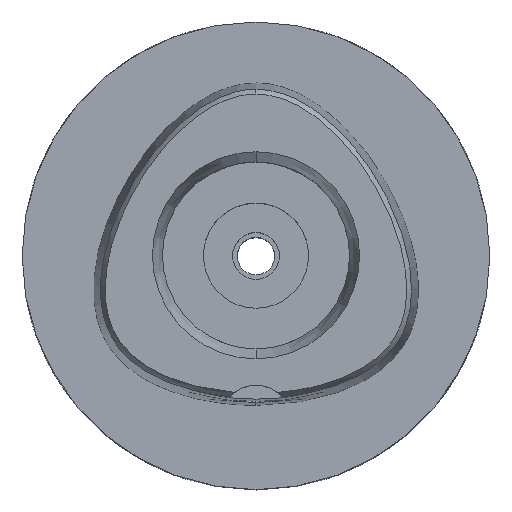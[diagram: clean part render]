
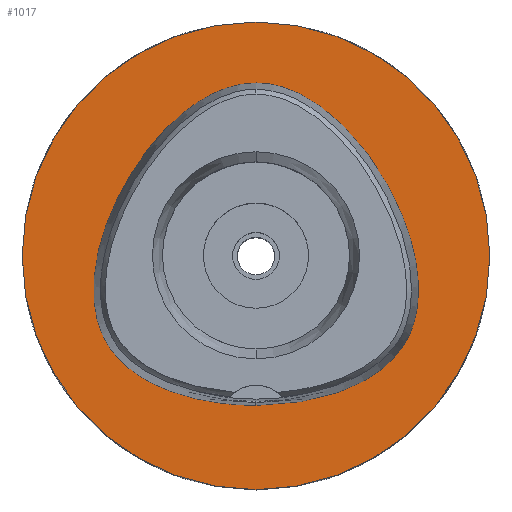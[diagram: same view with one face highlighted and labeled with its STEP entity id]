
A CAD part, top view. The second image highlights one B-rep face of the part: STEP entity #1017.
In plain terms, the highlighted planar face has unit normal (0, 0, 1).
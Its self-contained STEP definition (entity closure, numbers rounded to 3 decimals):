
#44 = CARTESIAN_POINT ( 'NONE',  ( -2.677, -25.575, 0. ) ) ;
#52 = CARTESIAN_POINT ( 'NONE',  ( 27.684, -8.752, 0. ) ) ;
#69 = CARTESIAN_POINT ( 'NONE',  ( 0., 0., 0. ) ) ;
#104 = DIRECTION ( 'NONE',  ( 0., 0., -1. ) ) ;
#148 = CARTESIAN_POINT ( 'NONE',  ( -17.753, 19.522, 0. ) ) ;
#152 = VERTEX_POINT ( 'NONE', #4677 ) ;
#371 = CARTESIAN_POINT ( 'NONE',  ( -15.298, -22.965, 0. ) ) ;
#382 = CARTESIAN_POINT ( 'NONE',  ( 26.772, 1.9, 0. ) ) ;
#404 = CARTESIAN_POINT ( 'NONE',  ( 13.218, 24.044, 0. ) ) ;
#434 = B_SPLINE_CURVE_WITH_KNOTS ( 'NONE', 3,
 ( #4468, #3697, #951, #4857, #2124, #3283, #148, #1334, #2893, #2511, #4083, #551, #2412, #2773, #4653, #1214, #2034, #3603, #2364, #1626, #371, #4345, #1139, #44, #2340 ),
 .UNSPECIFIED., .F., .F.,
 ( 4, 1, 1, 1, 1, 1, 1, 1, 1, 1, 1, 1, 1, 1, 1, 1, 1, 1, 1, 1, 1, 1, 4 ),
 ( 0., 0.042, 0.083, 0.125, 0.167, 0.25, 0.333, 0.417, 0.458, 0.5, 0.542, 0.583, 0.625, 0.646, 0.667, 0.688, 0.708, 0.75, 0.792, 0.833, 0.875, 0.917, 1. ),
 .UNSPECIFIED. ) ;
#461 = CARTESIAN_POINT ( 'NONE',  ( 25.638, -14.802, 0. ) ) ;
#514 = CIRCLE ( 'NONE', #2411, 40. ) ;
#551 = CARTESIAN_POINT ( 'NONE',  ( -27.855, -5.338, 0. ) ) ;
#603 = CARTESIAN_POINT ( 'NONE',  ( 0., 29.575, 0. ) ) ;
#618 = FACE_OUTER_BOUND ( 'NONE', #1896, .T. ) ;
#654 = EDGE_CURVE ( 'NONE', #3971, #4581, #434, .T. ) ;
#951 = CARTESIAN_POINT ( 'NONE',  ( -3.149, 29.34, 0. ) ) ;
#956 = DIRECTION ( 'NONE',  ( 0., 0., -1. ) ) ;
#1017 = ADVANCED_FACE ( 'NONE', ( #618, #1678 ), #4400, .F. ) ;
#1139 = CARTESIAN_POINT ( 'NONE',  ( -6.692, -25.245, 0. ) ) ;
#1193 = ORIENTED_EDGE ( 'NONE', *, *, #4782, .F. ) ;
#1199 = CARTESIAN_POINT ( 'NONE',  ( 3.149, 29.34, 0. ) ) ;
#1214 = CARTESIAN_POINT ( 'NONE',  ( -25.638, -14.802, 0. ) ) ;
#1317 = DIRECTION ( 'NONE',  ( 0., 1., 0. ) ) ;
#1334 = CARTESIAN_POINT ( 'NONE',  ( -22.339, 12.897, 0. ) ) ;
#1428 = DIRECTION ( 'NONE',  ( 0., 0., -1. ) ) ;
#1579 = CARTESIAN_POINT ( 'NONE',  ( 0., -25.575, 0. ) ) ;
#1626 = CARTESIAN_POINT ( 'NONE',  ( -18.55, -21.454, 0. ) ) ;
#1659 = CARTESIAN_POINT ( 'NONE',  ( 25.209, 6.827, 0. ) ) ;
#1678 = FACE_BOUND ( 'NONE', #4628, .T. ) ;
#1706 = DIRECTION ( 'NONE',  ( 0., -1., 0. ) ) ;
#1896 = EDGE_LOOP ( 'NONE', ( #4933, #1193 ) ) ;
#1959 = CARTESIAN_POINT ( 'NONE',  ( 9.305, 26.792, 0. ) ) ;
#1984 = CARTESIAN_POINT ( 'NONE',  ( 1.05, 29.575, 0. ) ) ;
#2034 = CARTESIAN_POINT ( 'NONE',  ( -24.775, -16.122, 0. ) ) ;
#2065 = CARTESIAN_POINT ( 'NONE',  ( 24.775, -16.122, 0. ) ) ;
#2124 = CARTESIAN_POINT ( 'NONE',  ( -9.305, 26.792, 0. ) ) ;
#2263 = EDGE_CURVE ( 'NONE', #4581, #3971, #3655, .T. ) ;
#2340 = CARTESIAN_POINT ( 'NONE',  ( 0., -25.575, 0. ) ) ;
#2347 = CARTESIAN_POINT ( 'NONE',  ( 27.101, -11.411, 0. ) ) ;
#2364 = CARTESIAN_POINT ( 'NONE',  ( -21.421, -19.599, 0. ) ) ;
#2411 = AXIS2_PLACEMENT_3D ( 'NONE', #3867, #956, #1706 ) ;
#2412 = CARTESIAN_POINT ( 'NONE',  ( -27.684, -8.752, 0. ) ) ;
#2511 = CARTESIAN_POINT ( 'NONE',  ( -26.772, 1.9, 0. ) ) ;
#2773 = CARTESIAN_POINT ( 'NONE',  ( -27.101, -11.411, 0. ) ) ;
#2801 = CARTESIAN_POINT ( 'NONE',  ( 15.298, -22.965, 0. ) ) ;
#2825 = AXIS2_PLACEMENT_3D ( 'NONE', #4045, #104, #1317 ) ;
#2831 = CARTESIAN_POINT ( 'NONE',  ( 22.339, 12.897, 0. ) ) ;
#2893 = CARTESIAN_POINT ( 'NONE',  ( -25.209, 6.827, 0. ) ) ;
#2942 = CARTESIAN_POINT ( 'NONE',  ( 0., 40., 0. ) ) ;
#3139 = CARTESIAN_POINT ( 'NONE',  ( 27.855, -5.338, 0. ) ) ;
#3283 = CARTESIAN_POINT ( 'NONE',  ( -13.218, 24.044, 0. ) ) ;
#3472 = ORIENTED_EDGE ( 'NONE', *, *, #2263, .F. ) ;
#3603 = CARTESIAN_POINT ( 'NONE',  ( -23.433, -17.764, 0. ) ) ;
#3655 = B_SPLINE_CURVE_WITH_KNOTS ( 'NONE', 3,
 ( #1579, #4767, #3973, #4685, #2801, #3948, #4376, #4000, #2065, #461, #3924, #2347, #52, #3139, #4791, #382, #1659, #2831, #4405, #404, #1959, #4717, #1199, #1984, #4816 ),
 .UNSPECIFIED., .F., .F.,
 ( 4, 1, 1, 1, 1, 1, 1, 1, 1, 1, 1, 1, 1, 1, 1, 1, 1, 1, 1, 1, 1, 1, 4 ),
 ( 0., 0.083, 0.125, 0.167, 0.208, 0.25, 0.292, 0.313, 0.333, 0.354, 0.375, 0.417, 0.458, 0.5, 0.542, 0.583, 0.667, 0.75, 0.833, 0.875, 0.917, 0.958, 1. ),
 .UNSPECIFIED. ) ;
#3697 = CARTESIAN_POINT ( 'NONE',  ( -1.05, 29.575, 0. ) ) ;
#3762 = CARTESIAN_POINT ( 'NONE',  ( 0., -25.575, 0. ) ) ;
#3765 = DIRECTION ( 'NONE',  ( 0., -1., 0. ) ) ;
#3867 = CARTESIAN_POINT ( 'NONE',  ( 0., 0., 0. ) ) ;
#3919 = VERTEX_POINT ( 'NONE', #2942 ) ;
#3924 = CARTESIAN_POINT ( 'NONE',  ( 26.349, -13.395, 0. ) ) ;
#3948 = CARTESIAN_POINT ( 'NONE',  ( 18.55, -21.454, 0. ) ) ;
#3971 = VERTEX_POINT ( 'NONE', #603 ) ;
#3973 = CARTESIAN_POINT ( 'NONE',  ( 6.692, -25.245, 0. ) ) ;
#4000 = CARTESIAN_POINT ( 'NONE',  ( 23.433, -17.764, 0. ) ) ;
#4045 = CARTESIAN_POINT ( 'NONE',  ( 0., 0., 0. ) ) ;
#4083 = CARTESIAN_POINT ( 'NONE',  ( -27.537, -1.766, 0. ) ) ;
#4202 = AXIS2_PLACEMENT_3D ( 'NONE', #69, #1428, #3765 ) ;
#4323 = ORIENTED_EDGE ( 'NONE', *, *, #654, .F. ) ;
#4345 = CARTESIAN_POINT ( 'NONE',  ( -11.74, -24.136, 0. ) ) ;
#4376 = CARTESIAN_POINT ( 'NONE',  ( 21.421, -19.599, 0. ) ) ;
#4400 = PLANE ( 'NONE',  #4202 ) ;
#4405 = CARTESIAN_POINT ( 'NONE',  ( 17.753, 19.522, 0. ) ) ;
#4468 = CARTESIAN_POINT ( 'NONE',  ( 0., 29.575, 0. ) ) ;
#4581 = VERTEX_POINT ( 'NONE', #3762 ) ;
#4628 = EDGE_LOOP ( 'NONE', ( #4323, #3472 ) ) ;
#4653 = CARTESIAN_POINT ( 'NONE',  ( -26.349, -13.395, 0. ) ) ;
#4677 = CARTESIAN_POINT ( 'NONE',  ( 0., -40., 0. ) ) ;
#4685 = CARTESIAN_POINT ( 'NONE',  ( 11.74, -24.136, 0. ) ) ;
#4717 = CARTESIAN_POINT ( 'NONE',  ( 6.262, 28.351, 0. ) ) ;
#4767 = CARTESIAN_POINT ( 'NONE',  ( 2.677, -25.575, 0. ) ) ;
#4782 = EDGE_CURVE ( 'NONE', #152, #3919, #514, .T. ) ;
#4791 = CARTESIAN_POINT ( 'NONE',  ( 27.537, -1.766, 0. ) ) ;
#4800 = CIRCLE ( 'NONE', #2825, 40. ) ;
#4816 = CARTESIAN_POINT ( 'NONE',  ( 0., 29.575, 0. ) ) ;
#4857 = CARTESIAN_POINT ( 'NONE',  ( -6.262, 28.351, 0. ) ) ;
#4910 = EDGE_CURVE ( 'NONE', #3919, #152, #4800, .T. ) ;
#4933 = ORIENTED_EDGE ( 'NONE', *, *, #4910, .F. ) ;
